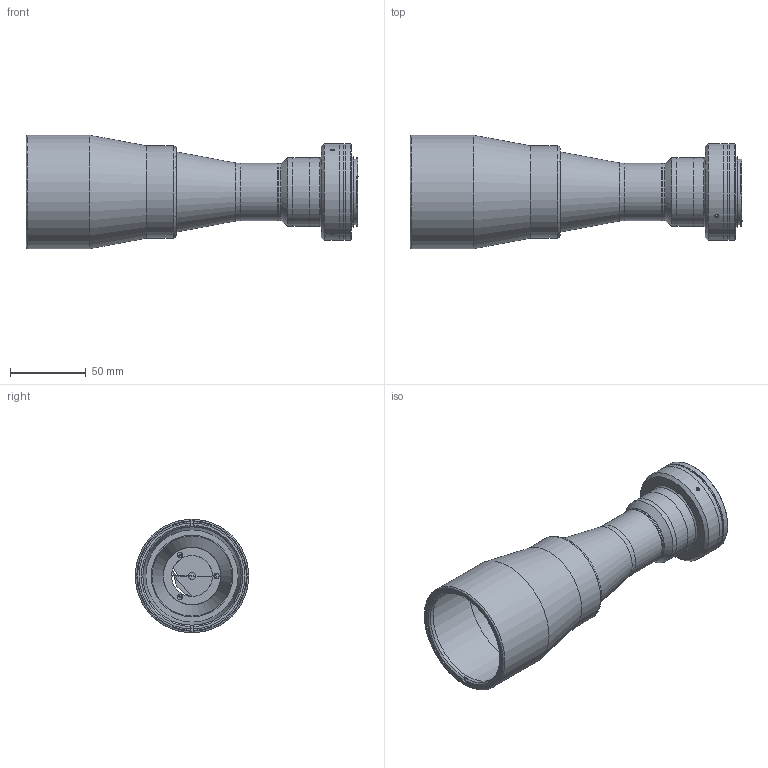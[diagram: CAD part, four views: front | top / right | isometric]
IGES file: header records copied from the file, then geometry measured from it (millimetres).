
Start section: SolidWorks IGES file using analytic representation for surfaces
Global section: file name: DP32108-A_TC4MHRP048-F.igs; native system: SolidWorks 2021; preprocessor: SolidWorks 2021; author: lrizzotto; date: 220613.095633; units: millimetre
Bounding box: 219.51 x 75 x 75 mm (x, y, z)
Surface area: 57115.9 mm2 (no closed solid volume)
Topology: 0 solids, 1 shells, 110 faces, 618 edges, 571 vertices
Faces by surface type: revolution 62, bspline 48
